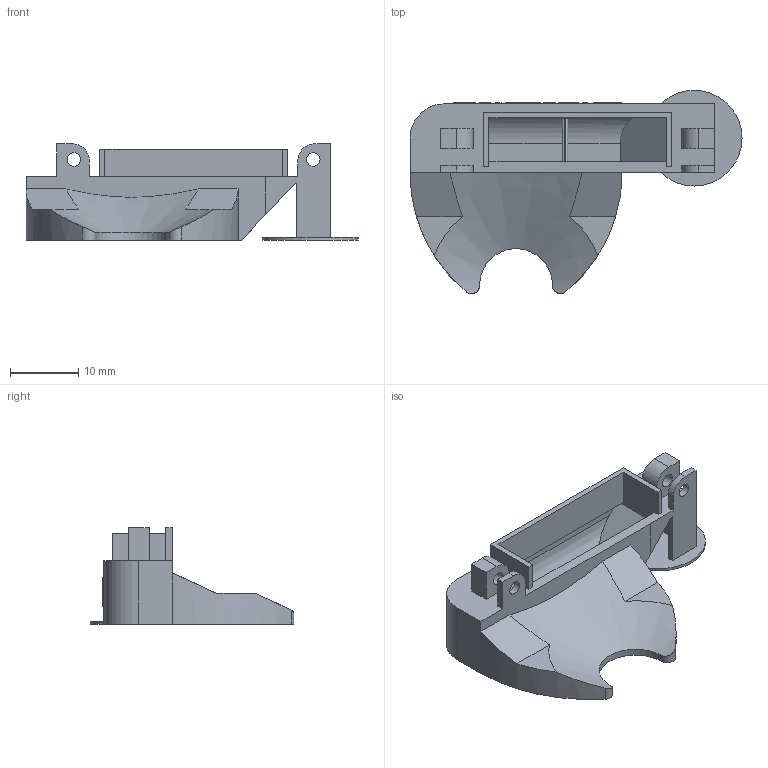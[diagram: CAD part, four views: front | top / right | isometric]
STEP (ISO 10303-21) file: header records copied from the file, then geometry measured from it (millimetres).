
FILE_DESCRIPTION(/* description */ (''),/* implementation_level */ '2;1');
FILE_NAME(/* name */ 'Mistral-E_v1.3_Leo_N.stp',/* time_stamp */ '2020-05-13T15:44:22+02:00',/* author */ (''),/* organization */ (''),/* preprocessor_version */ 'ST-DEVELOPER v15.2',/* originating_system */ 'Autodesk Translator Framework v2.0.0.5431',/* authorisation */ '');
FILE_SCHEMA (('AUTOMOTIVE_DESIGN { 1 0 10303 214 3 1 1 }'));
Length unit declared in the file: centimetre
Products named in the file (1): Mistral-E_v1.3_Leo_N
Bounding box: 48.54 x 29.74 x 14.1 mm (x, y, z)
Volume: 2447.7 mm3; surface area: 5217.8 mm2
Topology: 1 solids, 1 shells, 258 faces, 738 edges, 493 vertices
Faces by surface type: plane 149, bspline 69, cylinder 34, cone 3, torus 3
Full cylindrical faces by diameter (mm): 2 x4, 14 x1
Entity records: 9202 total; most frequent: CARTESIAN_POINT 2901, ORIENTED_EDGE 1466, DIRECTION 1023, EDGE_CURVE 733, VERTEX_POINT 493, LINE 475, VECTOR 475, EDGE_LOOP 288
